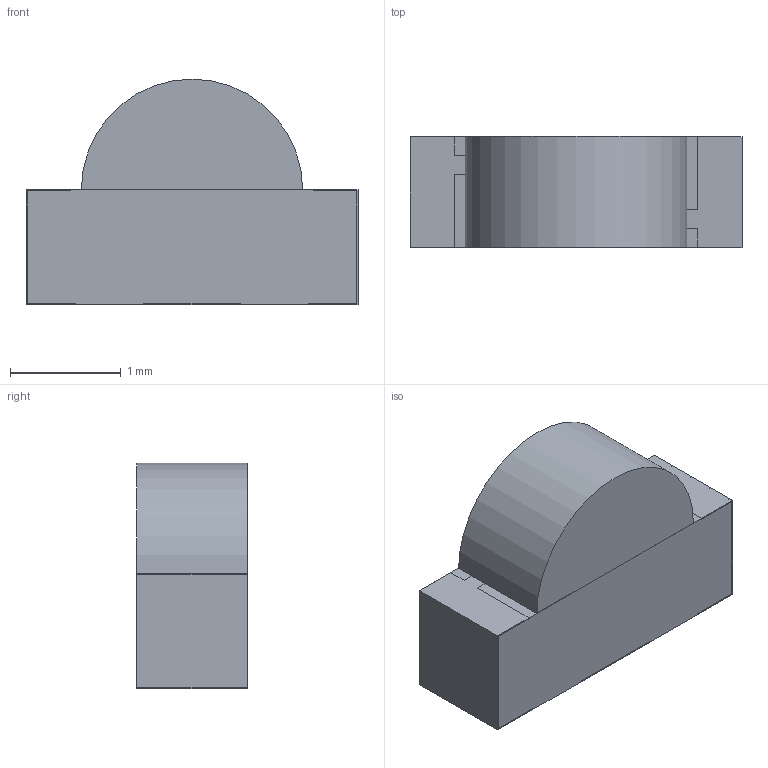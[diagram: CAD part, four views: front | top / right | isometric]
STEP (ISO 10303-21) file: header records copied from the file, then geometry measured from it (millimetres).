
FILE_DESCRIPTION(/* description */ ('Unknown'),/* implementation_level */ '2;1');
FILE_NAME(/* name */ '1541149xx74_CTM',/* time_stamp */ '2018-04-19T15:00:52+02:00',/* author */ ('Unknown'),/* organization */ ('Unknown'),/* preprocessor_version */ 'ST-DEVELOPER v16.7',/* originating_system */ 'DEX',/* authorisation */ $);
FILE_SCHEMA (('AUTOMOTIVE_DESIGN {1 0 10303 214 3 1 1}'));
Length unit declared in the file: millimetre
Products named in the file (4): 1541149xx74_CTM; Body; Dome; Pins
Assembly tree (3 placements, depth 2):
  1541149xx74_CTM
    Body
    Dome
    Pins
Bounding box: 3 x 1 x 2.04 mm (x, y, z)
Volume: 4.7 mm3; surface area: 32.2 mm2
Topology: 6 solids, 6 shells, 122 faces, 309 edges, 204 vertices
Faces by surface type: plane 106, cylinder 15, bspline 1
Entity records: 4529 total; most frequent: CARTESIAN_POINT 740, ORIENTED_EDGE 618, DIRECTION 585, EDGE_CURVE 309, LINE 275, VECTOR 275, VERTEX_POINT 204, AXIS2_PLACEMENT_3D 155
